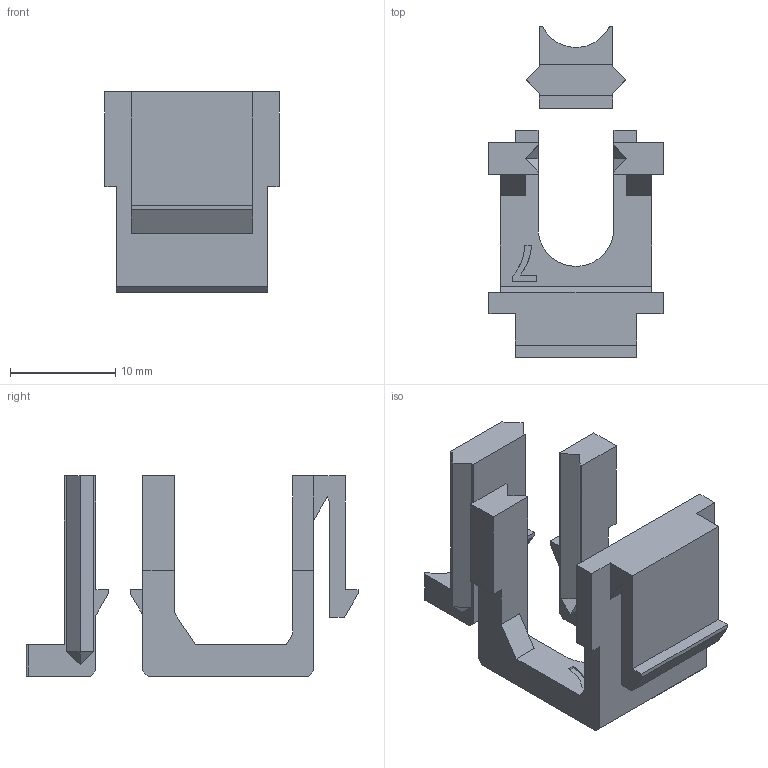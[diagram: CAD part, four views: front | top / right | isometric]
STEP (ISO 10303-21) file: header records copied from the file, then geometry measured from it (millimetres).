
FILE_DESCRIPTION(/* description */ (''),/* implementation_level */ '2;1');
FILE_NAME(/* name */ 'keystone_passthrough_7mm_v2',/* time_stamp */ '2025-08-03T12:02:27+09:00',/* author */ (''),/* organization */ (''),/* preprocessor_version */ 'ST-DEVELOPER v16.5',/* originating_system */ '',/* authorisation */ '');
FILE_SCHEMA (('AUTOMOTIVE_DESIGN'));
Length unit declared in the file: millimetre
Products named in the file (1): Document
Bounding box: 16.5 x 31.48 x 19 mm (x, y, z)
Volume: 2147.6 mm3; surface area: 2553.4 mm2
Topology: 2 solids, 2 shells, 90 faces, 251 edges, 166 vertices
Faces by surface type: plane 80, bspline 10
Entity records: 2588 total; most frequent: CARTESIAN_POINT 898, ORIENTED_EDGE 502, EDGE_CURVE 251, B_SPLINE_CURVE_WITH_KNOTS 212, VERTEX_POINT 166, EDGE_LOOP 91, ADVANCED_FACE 90, FACE_OUTER_BOUND 90
